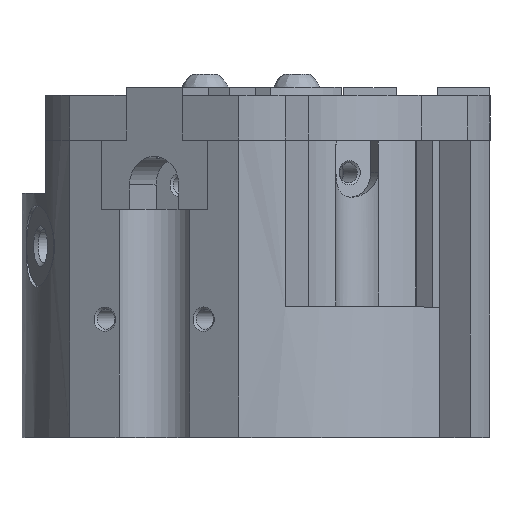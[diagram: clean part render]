
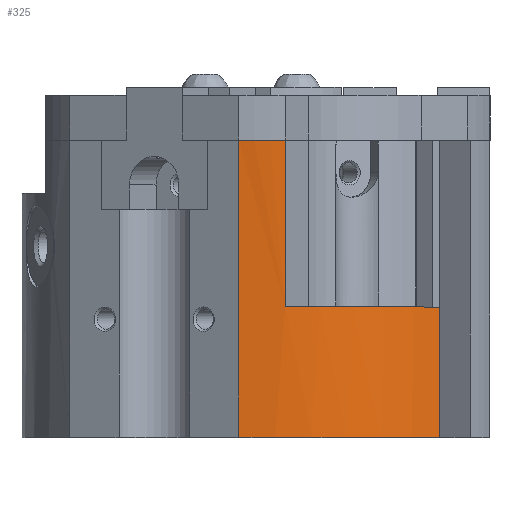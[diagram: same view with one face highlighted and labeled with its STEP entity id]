
A CAD part, top view. The second image highlights one B-rep face of the part: STEP entity #325.
In plain terms, the highlighted cylindrical face has radius 30 mm (diameter 60 mm), a partial arc.
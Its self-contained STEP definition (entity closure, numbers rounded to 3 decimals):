
#325 = ADVANCED_FACE( '', ( #803 ), #804, .T. );
#803 = FACE_OUTER_BOUND( '', #1488, .T. );
#804 = CYLINDRICAL_SURFACE( '', #1489, 30. );
#1488 = EDGE_LOOP( '', ( #3085, #3086, #3087, #3088, #3089, #3090 ) );
#1489 = AXIS2_PLACEMENT_3D( '', #3091, #3092, #3093 );
#3085 = ORIENTED_EDGE( '', *, *, #4668, .F. );
#3086 = ORIENTED_EDGE( '', *, *, #4610, .F. );
#3087 = ORIENTED_EDGE( '', *, *, #4653, .F. );
#3088 = ORIENTED_EDGE( '', *, *, #4616, .F. );
#3089 = ORIENTED_EDGE( '', *, *, #4669, .T. );
#3090 = ORIENTED_EDGE( '', *, *, #4356, .T. );
#3091 = CARTESIAN_POINT( '', ( 0., 42., 0. ) );
#3092 = DIRECTION( '', ( 0., 1., 0. ) );
#3093 = DIRECTION( '', ( 0., 0., -1. ) );
#4356 = EDGE_CURVE( '', #5180, #5178, #5181, .T. );
#4610 = EDGE_CURVE( '', #5626, #5618, #5628, .T. );
#4616 = EDGE_CURVE( '', #5636, #5638, #5639, .T. );
#4653 = EDGE_CURVE( '', #5638, #5626, #5699, .T. );
#4668 = EDGE_CURVE( '', #5618, #5178, #5718, .T. );
#4669 = EDGE_CURVE( '', #5636, #5180, #5719, .T. );
#5178 = VERTEX_POINT( '', #6678 );
#5180 = VERTEX_POINT( '', #6681 );
#5181 = CIRCLE( '', #6682, 30. );
#5618 = VERTEX_POINT( '', #7382 );
#5626 = VERTEX_POINT( '', #7392 );
#5628 = CIRCLE( '', #7395, 30. );
#5636 = VERTEX_POINT( '', #7405 );
#5638 = VERTEX_POINT( '', #7408 );
#5639 = CIRCLE( '', #7409, 30. );
#5699 = LINE( '', #7512, #7513 );
#5718 = LINE( '', #7540, #7541 );
#5719 = LINE( '', #7542, #7543 );
#6678 = CARTESIAN_POINT( '', ( 29.013, 0., 7.633 ) );
#6681 = CARTESIAN_POINT( '', ( 11.99, 0., 27.5 ) );
#6682 = AXIS2_PLACEMENT_3D( '', #8488, #8489, #8490 );
#7382 = CARTESIAN_POINT( '', ( 29.013, 16., 7.633 ) );
#7392 = CARTESIAN_POINT( '', ( 16.98, 16., 24.732 ) );
#7395 = AXIS2_PLACEMENT_3D( '', #8876, #8877, #8878 );
#7405 = CARTESIAN_POINT( '', ( 11.99, 36.48, 27.5 ) );
#7408 = CARTESIAN_POINT( '', ( 16.98, 36.48, 24.732 ) );
#7409 = AXIS2_PLACEMENT_3D( '', #8888, #8889, #8890 );
#7512 = CARTESIAN_POINT( '', ( 16.98, 42., 24.732 ) );
#7513 = VECTOR( '', #8944, 1000. );
#7540 = CARTESIAN_POINT( '', ( 29.013, 42., 7.633 ) );
#7541 = VECTOR( '', #8971, 1000. );
#7542 = CARTESIAN_POINT( '', ( 11.99, 42., 27.5 ) );
#7543 = VECTOR( '', #8972, 1000. );
#8488 = CARTESIAN_POINT( '', ( 0., 0., 0. ) );
#8489 = DIRECTION( '', ( 0., 1., 0. ) );
#8490 = DIRECTION( '', ( 1., 0., 0. ) );
#8876 = CARTESIAN_POINT( '', ( 0., 16., 0. ) );
#8877 = DIRECTION( '', ( 0., 1., 0. ) );
#8878 = DIRECTION( '', ( 0., 0., 1. ) );
#8888 = CARTESIAN_POINT( '', ( 0., 36.48, 0. ) );
#8889 = DIRECTION( '', ( 0., 1., 0. ) );
#8890 = DIRECTION( '', ( 0., 0., 1. ) );
#8944 = DIRECTION( '', ( 0., -1., 0. ) );
#8971 = DIRECTION( '', ( 0., -1., 0. ) );
#8972 = DIRECTION( '', ( 0., -1., 0. ) );
